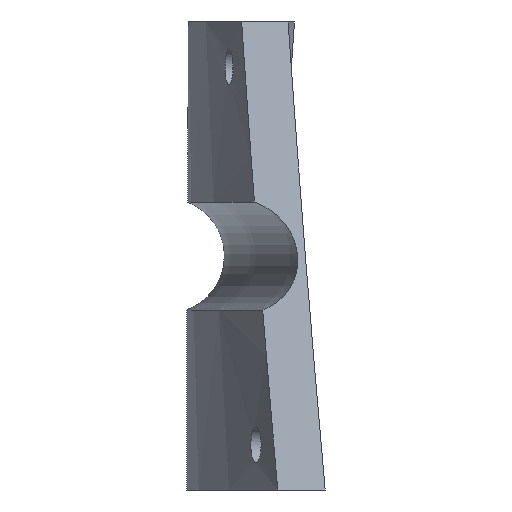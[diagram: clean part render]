
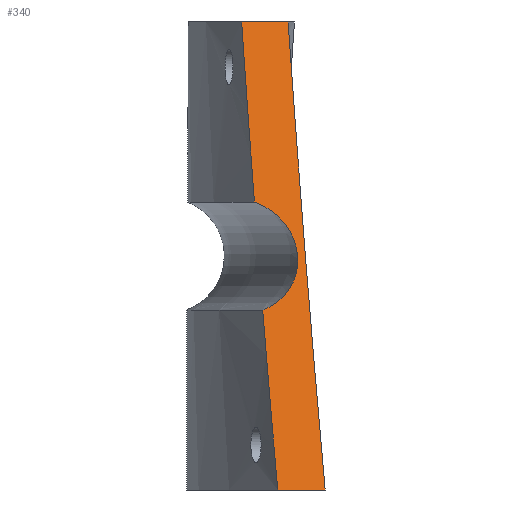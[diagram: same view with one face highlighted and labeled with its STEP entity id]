
A CAD part, left-side view. The second image highlights one B-rep face of the part: STEP entity #340.
In plain terms, the highlighted planar face has unit normal (-0.966, 0, 0.259).
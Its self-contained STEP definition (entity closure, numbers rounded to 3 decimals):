
#36=LINE('',#512,#49);
#37=LINE('',#516,#50);
#49=VECTOR('',#407,10.);
#50=VECTOR('',#410,10.);
#62=ELLIPSE('',#372,396.03,102.5);
#63=ELLIPSE('',#373,386.37,100.);
#64=ELLIPSE('',#374,396.03,102.5);
#68=PLANE('',#371);
#74=FACE_OUTER_BOUND('',#89,.T.);
#89=EDGE_LOOP('',(#240,#241,#242,#243,#244,#245));
#121=B_SPLINE_CURVE_WITH_KNOTS('',3,(#468,#469,#470,#471,#472,#473,#474,
#475,#476,#477,#478,#479,#480,#481,#482,#483,#484,#485),.UNSPECIFIED.,.F.,
 .F.,(4,2,2,2,2,2,2,2,4),(0.593,0.604,0.732,
0.86,0.984,1.106,1.224,1.342,
1.355),.UNSPECIFIED.);
#147=VERTEX_POINT('',#466);
#148=VERTEX_POINT('',#467);
#151=VERTEX_POINT('',#509);
#152=VERTEX_POINT('',#511);
#153=VERTEX_POINT('',#513);
#154=VERTEX_POINT('',#515);
#185=EDGE_CURVE('',#147,#148,#121,.T.);
#189=EDGE_CURVE('',#151,#148,#62,.T.);
#190=EDGE_CURVE('',#152,#151,#36,.T.);
#191=EDGE_CURVE('',#153,#152,#63,.T.);
#192=EDGE_CURVE('',#154,#153,#37,.T.);
#193=EDGE_CURVE('',#147,#154,#64,.T.);
#240=ORIENTED_EDGE('',*,*,#185,.T.);
#241=ORIENTED_EDGE('',*,*,#189,.F.);
#242=ORIENTED_EDGE('',*,*,#190,.F.);
#243=ORIENTED_EDGE('',*,*,#191,.F.);
#244=ORIENTED_EDGE('',*,*,#192,.F.);
#245=ORIENTED_EDGE('',*,*,#193,.F.);
#340=ADVANCED_FACE('',(#74),#68,.F.);
#371=AXIS2_PLACEMENT_3D('',#508,#403,#404);
#372=AXIS2_PLACEMENT_3D('',#510,#405,#406);
#373=AXIS2_PLACEMENT_3D('',#514,#408,#409);
#374=AXIS2_PLACEMENT_3D('',#517,#411,#412);
#403=DIRECTION('center_axis',(0.966,0.,-0.259));
#404=DIRECTION('ref_axis',(-0.259,0.,-0.966));
#405=DIRECTION('center_axis',(0.966,0.,-0.259));
#406=DIRECTION('ref_axis',(0.259,0.,0.966));
#407=DIRECTION('',(0.,1.,0.));
#408=DIRECTION('center_axis',(-0.966,0.,0.259));
#409=DIRECTION('ref_axis',(0.259,0.,0.966));
#410=DIRECTION('',(0.,-1.,0.));
#411=DIRECTION('center_axis',(0.966,0.,-0.259));
#412=DIRECTION('ref_axis',(0.259,0.,0.966));
#466=CARTESIAN_POINT('',(4.287,8.93,-10.));
#467=CARTESIAN_POINT('',(2.679,8.468,-16.));
#468=CARTESIAN_POINT('Ctrl Pts',(4.287,8.93,-10.));
#469=CARTESIAN_POINT('Ctrl Pts',(4.284,8.894,-10.013));
#470=CARTESIAN_POINT('Ctrl Pts',(4.28,8.858,-10.026));
#471=CARTESIAN_POINT('Ctrl Pts',(4.236,8.427,-10.191));
#472=CARTESIAN_POINT('Ctrl Pts',(4.165,7.994,-10.456));
#473=CARTESIAN_POINT('Ctrl Pts',(4.015,7.368,-11.018));
#474=CARTESIAN_POINT('Ctrl Pts',(3.908,7.061,-11.415));
#475=CARTESIAN_POINT('Ctrl Pts',(3.713,6.693,-12.143));
#476=CARTESIAN_POINT('Ctrl Pts',(3.59,6.561,-12.603));
#477=CARTESIAN_POINT('Ctrl Pts',(3.378,6.498,-13.393));
#478=CARTESIAN_POINT('Ctrl Pts',(3.252,6.557,-13.862));
#479=CARTESIAN_POINT('Ctrl Pts',(3.057,6.818,-14.593));
#480=CARTESIAN_POINT('Ctrl Pts',(2.952,7.059,-14.983));
#481=CARTESIAN_POINT('Ctrl Pts',(2.803,7.594,-15.539));
#482=CARTESIAN_POINT('Ctrl Pts',(2.733,7.98,-15.801));
#483=CARTESIAN_POINT('Ctrl Pts',(2.688,8.383,-15.968));
#484=CARTESIAN_POINT('Ctrl Pts',(2.684,8.425,-15.984));
#485=CARTESIAN_POINT('Ctrl Pts',(2.679,8.468,-16.));
#508=CARTESIAN_POINT('Origin',(6.967,0.,0.));
#509=CARTESIAN_POINT('',(0.,7.633,-26.));
#510=CARTESIAN_POINT('Origin',(31.807,-89.807,92.704));
#511=CARTESIAN_POINT('',(0.,5.,-26.));
#512=CARTESIAN_POINT('',(0.,5.075,-26.));
#513=CARTESIAN_POINT('',(6.967,7.059,0.));
#514=CARTESIAN_POINT('Origin',(31.807,-89.807,92.704));
#515=CARTESIAN_POINT('',(6.967,9.638,0.));
#516=CARTESIAN_POINT('',(6.967,5.075,0.));
#517=CARTESIAN_POINT('Origin',(31.807,-89.807,92.704));
